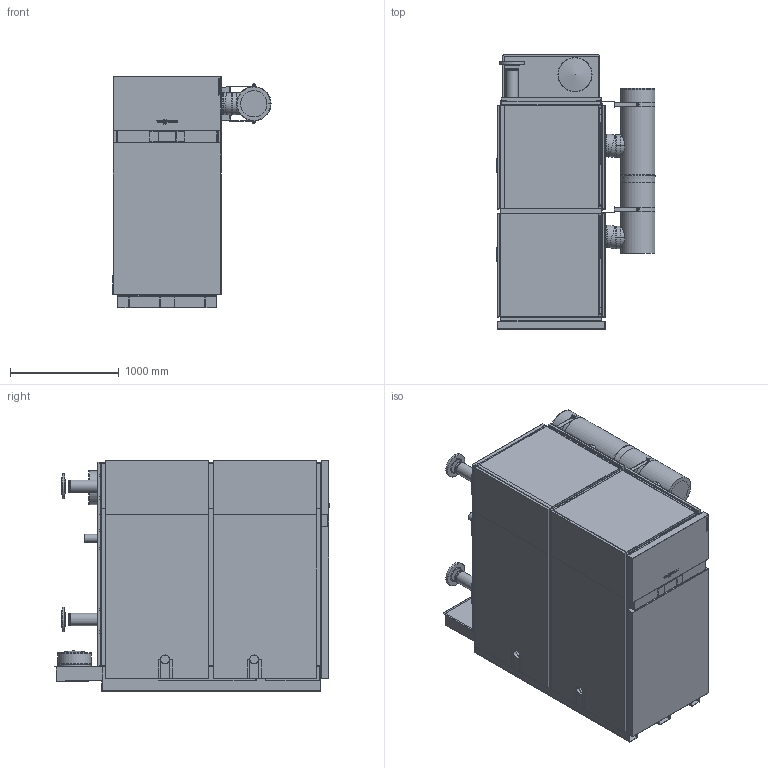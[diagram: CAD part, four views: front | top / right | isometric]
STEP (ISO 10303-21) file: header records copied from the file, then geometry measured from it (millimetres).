
FILE_DESCRIPTION(/* description */ (''),/* implementation_level */ '2;1');
FILE_NAME(/* name */ 'Vitocrossal 300 CA3B-4.0 With Combustion Air.stp',/* time_stamp */ '2021-01-11T14:03:19-05:00',/* author */ ('pfid'),/* organization */ (''),/* preprocessor_version */ 'ST-DEVELOPER v18',/* originating_system */ 'Autodesk Inventor 2020',/* authorisation */ '');
FILE_SCHEMA (('AUTOMOTIVE_DESIGN { 1 0 10303 214 3 1 1 }'));
Products named in the file (1): Vitocrossal 300 CA3B-SF-4.0 Installation Fittings-Combustion Air Inta
ke_Substitute_2
Bounding box: 1456.13 x 2525.7 x 2131 mm (x, y, z)
Surface area: 48060111.8 mm2 (no closed solid volume)
Topology: 0 solids, 185 shells, 1420 faces, 5902 edges, 4520 vertices
Faces by surface type: plane 881, cylinder 405, bspline 62, cone 47, torus 16, sphere 9
Full cylindrical faces by diameter (mm): 4.8 x1, 8 x4, 9.5 x2, 11.63 x4, 16 x8, 73 x1, 114.3 x4, 157.2 x2, 204 x4, 228.6 x2, 308.8 x2, 312 x1
Entity records: 72382 total; most frequent: CARTESIAN_POINT 23566, DIRECTION 9858, ORIENTED_EDGE 8258, EDGE_CURVE 5899, VERTEX_POINT 4520, LINE 4000, VECTOR 4000, AXIS2_PLACEMENT_3D 2929
